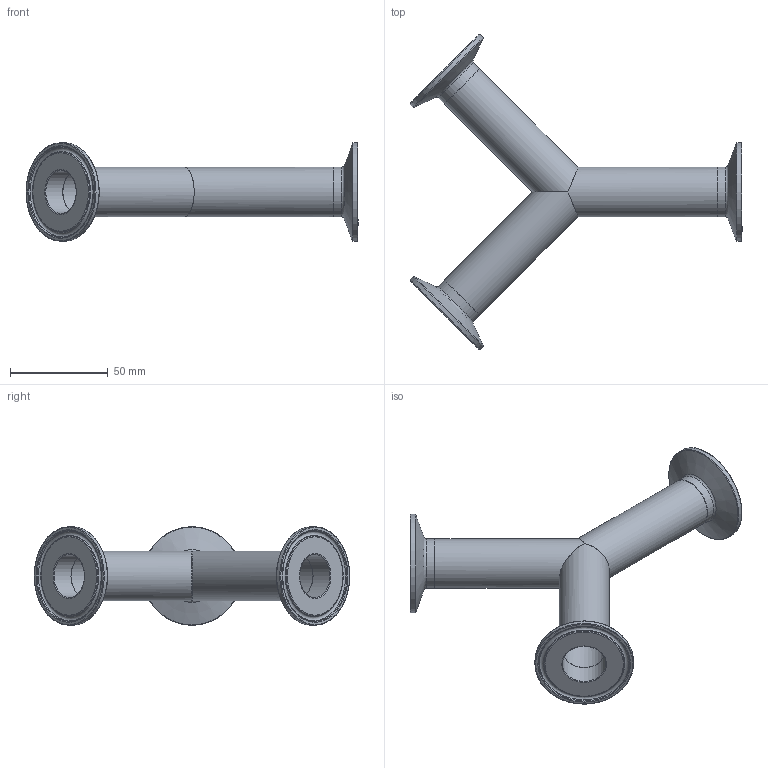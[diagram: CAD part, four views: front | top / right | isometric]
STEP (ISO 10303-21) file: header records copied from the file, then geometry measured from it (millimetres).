
FILE_DESCRIPTION(/* description */ (''),/* implementation_level */ '2;1');
FILE_NAME(/* name */ '28BMP-1.stp',/* time_stamp */ '2017-10-02T16:00:26-04:00',/* author */ ('rick'),/* organization */ (''),/* preprocessor_version */ 'ST-DEVELOPER v15.2',/* originating_system */ 'Autodesk Inventor 2014',/* authorisation */ '');
FILE_SCHEMA (('AUTOMOTIVE_DESIGN { 1 0 10303 214 3 1 1 }'));
Length unit declared in the file: inch
Products named in the file (6): 28WB-1-1B; 28WB-1-1A; 28WB-1-1A_1; 28WB-1; AAQ01000; 28BMP-1
Bounding box: 169.43 x 161.03 x 50.39 mm (x, y, z)
Volume: 51463.4 mm3; surface area: 48506 mm2
Topology: 6 solids, 6 shells, 69 faces, 130 edges, 73 vertices
Faces by surface type: torus 27, plane 18, cylinder 15, cone 9
Full cylindrical faces by diameter (mm): 22.098 x6, 25.4 x6, 50.394 x3
Entity records: 885 total; most frequent: DIRECTION 170, CARTESIAN_POINT 124, ORIENTED_EDGE 84, AXIS2_PLACEMENT_3D 82, EDGE_LOOP 60, EDGE_CURVE 42, VERTEX_POINT 36, ADVANCED_FACE 33
